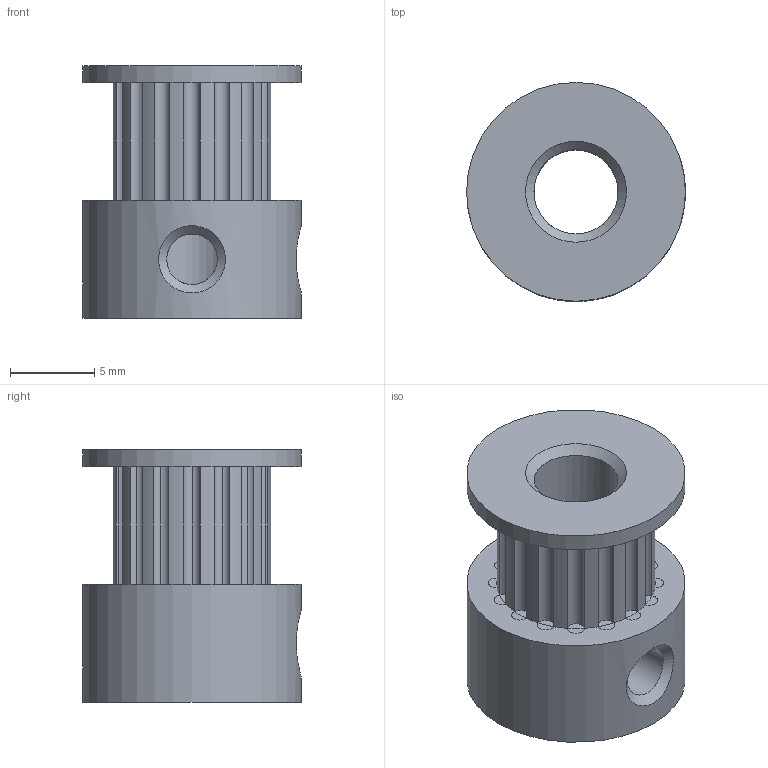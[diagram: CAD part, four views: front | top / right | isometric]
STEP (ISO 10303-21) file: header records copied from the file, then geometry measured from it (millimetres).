
FILE_DESCRIPTION(('FreeCAD Model'),'2;1');
FILE_NAME('GT2_16T.step','2016-12-15T09:30:45',('Author'),(''), 'Open CASCADE STEP processor 6.8','FreeCAD','Unknown');
FILE_SCHEMA(('AUTOMOTIVE_DESIGN_CC2 { 1 2 10303 214 -1 1 5 4 }'));
Length unit declared in the file: millimetre
Products named in the file (2): ASSEMBLY; Cut002
Assembly tree (1 placements, depth 2):
  ASSEMBLY
    Cut002
Bounding box: 13 x 13 x 15 mm (x, y, z)
Volume: 1147.8 mm3; surface area: 1231.1 mm2
Topology: 1 solids, 1 shells, 117 faces, 231 edges, 117 vertices
Faces by surface type: plane 68, cylinder 44, bspline 4, cone 1
Full cylindrical faces by diameter (mm): 3 x2, 5 x1, 13 x2
Entity records: 8711 total; most frequent: CARTESIAN_POINT 4288, DIRECTION 838, ORIENTED_EDGE 462, PCURVE 462, DEFINITIONAL_REPRESENTATION 462, AXIS2_PLACEMENT_3D 284, CIRCLE 273, EDGE_CURVE 231
